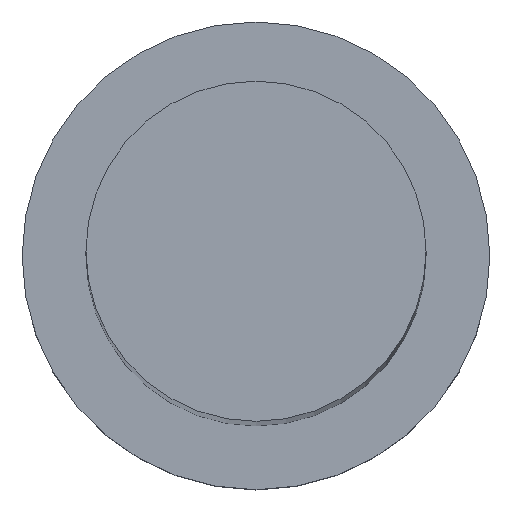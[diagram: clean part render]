
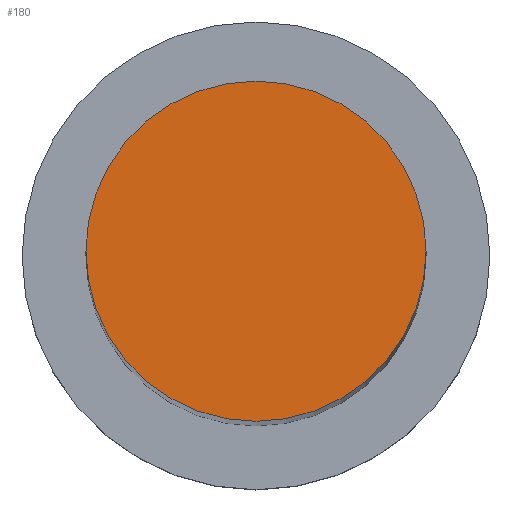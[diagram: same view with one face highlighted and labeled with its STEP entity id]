
A CAD part, top view. The second image highlights one B-rep face of the part: STEP entity #180.
In plain terms, the highlighted planar face has unit normal (0, 0, 1).
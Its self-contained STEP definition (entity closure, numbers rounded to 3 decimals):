
#4 = ORIENTED_EDGE ( 'NONE', *, *, #117, .T. ) ;
#18 = DIRECTION ( 'NONE',  ( 1., 0., 0. ) ) ;
#28 = PLANE ( 'NONE',  #201 ) ;
#41 = VERTEX_POINT ( 'NONE', #223 ) ;
#51 = DIRECTION ( 'NONE',  ( 1., 0., 0. ) ) ;
#78 = EDGE_CURVE ( 'NONE', #240, #41, #80, .T. ) ;
#80 = CIRCLE ( 'NONE', #131, 8. ) ;
#86 = DIRECTION ( 'NONE',  ( 1., 0., 0. ) ) ;
#97 = EDGE_LOOP ( 'NONE', ( #127, #4 ) ) ;
#110 = CARTESIAN_POINT ( 'NONE',  ( 0., 0., 132. ) ) ;
#117 = EDGE_CURVE ( 'NONE', #41, #240, #233, .T. ) ;
#127 = ORIENTED_EDGE ( 'NONE', *, *, #78, .T. ) ;
#131 = AXIS2_PLACEMENT_3D ( 'NONE', #192, #206, #51 ) ;
#147 = CARTESIAN_POINT ( 'NONE',  ( 0., 0., 132. ) ) ;
#152 = AXIS2_PLACEMENT_3D ( 'NONE', #147, #210, #18 ) ;
#165 = CARTESIAN_POINT ( 'NONE',  ( -8., 0., 132. ) ) ;
#180 = ADVANCED_FACE ( 'NONE', ( #191 ), #28, .T. ) ;
#191 = FACE_OUTER_BOUND ( 'NONE', #97, .T. ) ;
#192 = CARTESIAN_POINT ( 'NONE',  ( 0., 0., 132. ) ) ;
#201 = AXIS2_PLACEMENT_3D ( 'NONE', #110, #230, #86 ) ;
#206 = DIRECTION ( 'NONE',  ( 0., 0., 1. ) ) ;
#210 = DIRECTION ( 'NONE',  ( 0., 0., 1. ) ) ;
#223 = CARTESIAN_POINT ( 'NONE',  ( 8., 0., 132. ) ) ;
#230 = DIRECTION ( 'NONE',  ( 0., 0., 1. ) ) ;
#233 = CIRCLE ( 'NONE', #152, 8. ) ;
#240 = VERTEX_POINT ( 'NONE', #165 ) ;
